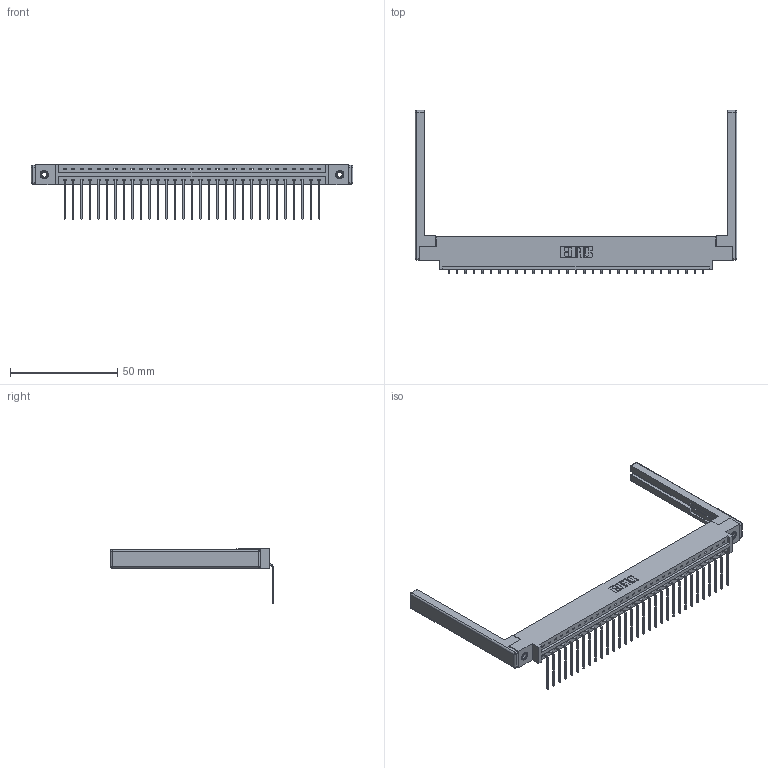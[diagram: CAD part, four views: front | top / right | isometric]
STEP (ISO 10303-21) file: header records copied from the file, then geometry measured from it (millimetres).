
FILE_DESCRIPTION (( 'STEP AP203' ), '1' );
FILE_NAME ('337-031-559-668.STEP', '2019-10-01T02:10:06', ( '' ), ( '' ), 'SwSTEP 2.0', 'SolidWorks 2016', '' );
FILE_SCHEMA (( 'CONFIG_CONTROL_DESIGN' ));
Length unit declared in the file: inch
Products named in the file (5): 345-292-001_558 559 Tail - 1; 345-250-001_345-250-001-102; 307-220-068; 337 Part_0.170 Offset - 0.156 Dia-TI; 337-031-559-668
Assembly tree (36 placements, depth 2):
  337-031-559-668
    337 Part_0.170 Offset - 0.156 Dia-TI
    345-292-001_558 559 Tail - 1  x31
    345-250-001_345-250-001-102  x2
    307-220-068  x2
Bounding box: 150.27 x 76.14 x 25.53 mm (x, y, z)
Volume: 19857 mm3; surface area: 20744.2 mm2
Topology: 36 solids, 36 shells, 2256 faces, 6727 edges, 4422 vertices
Faces by surface type: plane 1650, cylinder 582, cone 12, sphere 8, torus 4
Entity records: 27442 total; most frequent: CARTESIAN_POINT 4736, ORIENTED_EDGE 4692, DIRECTION 4082, EDGE_CURVE 2346, LINE 2168, VECTOR 2168, VERTEX_POINT 1554, AXIS2_PLACEMENT_3D 957
